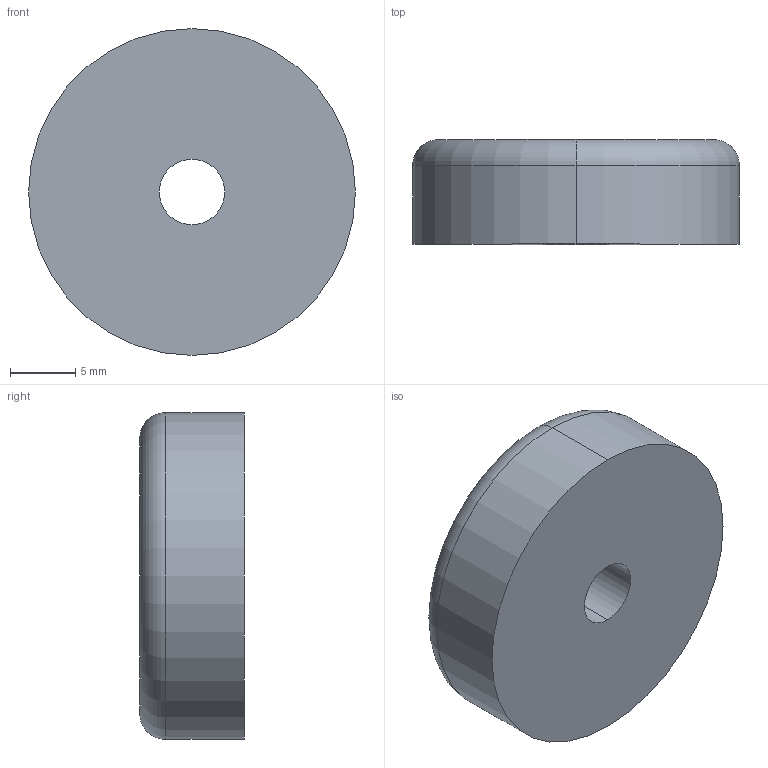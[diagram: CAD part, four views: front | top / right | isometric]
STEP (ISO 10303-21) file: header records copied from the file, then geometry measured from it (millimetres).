
FILE_DESCRIPTION (( 'STEP AP214' ), '1' );
FILE_NAME ('Ñáîðêà1.STEP', '2025-01-30T09:44:26', ( '' ), ( '' ), 'SwSTEP 2.0', 'SolidWorks 2024', '' );
FILE_SCHEMA (( 'AUTOMOTIVE_DESIGN' ));
Length unit declared in the file: millimetre
Products named in the file (2): B514 Резиновый концевой упор; Сборка1
Assembly tree (1 placements, depth 2):
  Сборка1
    B514 Резиновый концевой упор
Bounding box: 25 x 8 x 25 mm (x, y, z)
Volume: 3584.5 mm3; surface area: 1648.8 mm2
Topology: 1 solids, 1 shells, 15 faces, 30 edges, 18 vertices
Faces by surface type: torus 6, cylinder 6, plane 3
Entity records: 459 total; most frequent: DIRECTION 92, CARTESIAN_POINT 67, ORIENTED_EDGE 60, AXIS2_PLACEMENT_3D 43, EDGE_CURVE 30, CIRCLE 24, VERTEX_POINT 18, EDGE_LOOP 18
